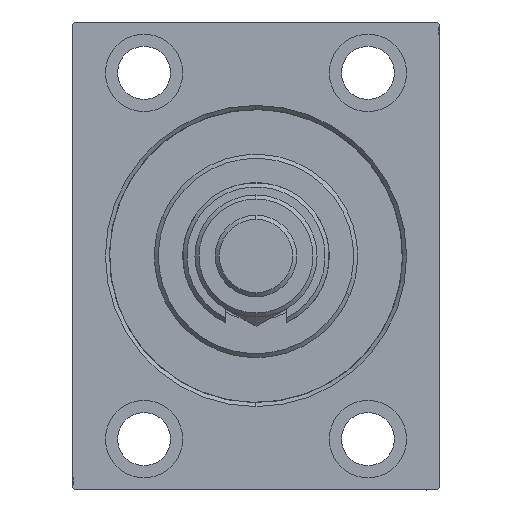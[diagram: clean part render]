
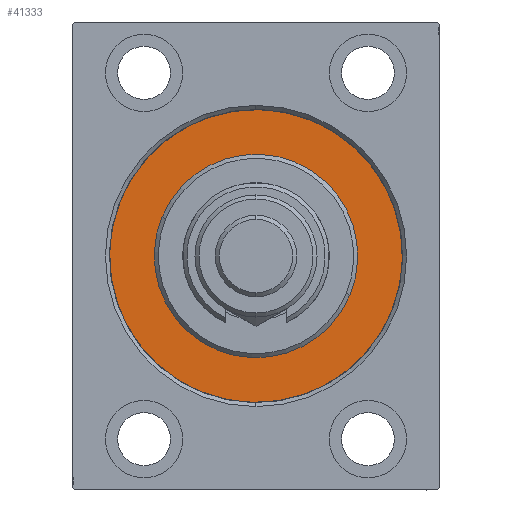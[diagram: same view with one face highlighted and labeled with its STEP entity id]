
A CAD part, left-side view. The second image highlights one B-rep face of the part: STEP entity #41333.
In plain terms, the highlighted face is planar.
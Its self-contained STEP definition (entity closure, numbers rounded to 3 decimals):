
#2079 = EDGE_CURVE ( 'NONE', #29922, #13938, #43100, .T. ) ;
#2262 = FACE_OUTER_BOUND ( 'NONE', #14658, .T. ) ;
#3177 = VERTEX_POINT ( 'NONE', #9917 ) ;
#3834 = ORIENTED_EDGE ( 'NONE', *, *, #2079, .F. ) ;
#4516 = CARTESIAN_POINT ( 'NONE',  ( 0., 0., -36. ) ) ;
#6086 = DIRECTION ( 'NONE',  ( 0., 0., 1. ) ) ;
#8611 = EDGE_CURVE ( 'NONE', #34474, #3177, #31836, .T. ) ;
#8941 = AXIS2_PLACEMENT_3D ( 'NONE', #29425, #43533, #18174 ) ;
#9917 = CARTESIAN_POINT ( 'NONE',  ( 0., 0., 36. ) ) ;
#11189 = CARTESIAN_POINT ( 'NONE',  ( 0., 0., -25. ) ) ;
#11667 = EDGE_CURVE ( 'NONE', #3177, #34474, #25810, .T. ) ;
#12685 = CARTESIAN_POINT ( 'NONE',  ( 0., 0., 25. ) ) ;
#13277 = DIRECTION ( 'NONE',  ( 0., 0., 1. ) ) ;
#13938 = VERTEX_POINT ( 'NONE', #12685 ) ;
#14353 = AXIS2_PLACEMENT_3D ( 'NONE', #30773, #45834, #13277 ) ;
#14658 = EDGE_LOOP ( 'NONE', ( #46880, #44224 ) ) ;
#15434 = DIRECTION ( 'NONE',  ( 0., 0., -1. ) ) ;
#18129 = AXIS2_PLACEMENT_3D ( 'NONE', #46267, #42211, #6086 ) ;
#18174 = DIRECTION ( 'NONE',  ( 0., 0., 1. ) ) ;
#20191 = DIRECTION ( 'NONE',  ( 0., 0., -1. ) ) ;
#23787 = DIRECTION ( 'NONE',  ( 1., 0., 0. ) ) ;
#25810 = CIRCLE ( 'NONE', #14353, 36. ) ;
#26217 = DIRECTION ( 'NONE',  ( 1., 0., 0. ) ) ;
#26430 = CARTESIAN_POINT ( 'NONE',  ( 0., 0., 0. ) ) ;
#27634 = FACE_BOUND ( 'NONE', #27854, .T. ) ;
#27854 = EDGE_LOOP ( 'NONE', ( #39955, #3834 ) ) ;
#29393 = EDGE_CURVE ( 'NONE', #13938, #29922, #40772, .T. ) ;
#29425 = CARTESIAN_POINT ( 'NONE',  ( 0., 0., 0. ) ) ;
#29922 = VERTEX_POINT ( 'NONE', #11189 ) ;
#30773 = CARTESIAN_POINT ( 'NONE',  ( 0., 0., 0. ) ) ;
#31836 = CIRCLE ( 'NONE', #8941, 36. ) ;
#34474 = VERTEX_POINT ( 'NONE', #4516 ) ;
#34525 = CARTESIAN_POINT ( 'NONE',  ( 0., 0., 0. ) ) ;
#37005 = AXIS2_PLACEMENT_3D ( 'NONE', #26430, #23787, #20191 ) ;
#39553 = PLANE ( 'NONE',  #18129 ) ;
#39955 = ORIENTED_EDGE ( 'NONE', *, *, #29393, .F. ) ;
#40772 = CIRCLE ( 'NONE', #46884, 25. ) ;
#41333 = ADVANCED_FACE ( 'NONE', ( #27634, #2262 ), #39553, .F. ) ;
#42211 = DIRECTION ( 'NONE',  ( -1., 0., 0. ) ) ;
#43100 = CIRCLE ( 'NONE', #37005, 25. ) ;
#43533 = DIRECTION ( 'NONE',  ( -1., 0., 0. ) ) ;
#44224 = ORIENTED_EDGE ( 'NONE', *, *, #11667, .F. ) ;
#45834 = DIRECTION ( 'NONE',  ( -1., 0., 0. ) ) ;
#46267 = CARTESIAN_POINT ( 'NONE',  ( 0., 0., 0. ) ) ;
#46880 = ORIENTED_EDGE ( 'NONE', *, *, #8611, .F. ) ;
#46884 = AXIS2_PLACEMENT_3D ( 'NONE', #34525, #26217, #15434 ) ;
